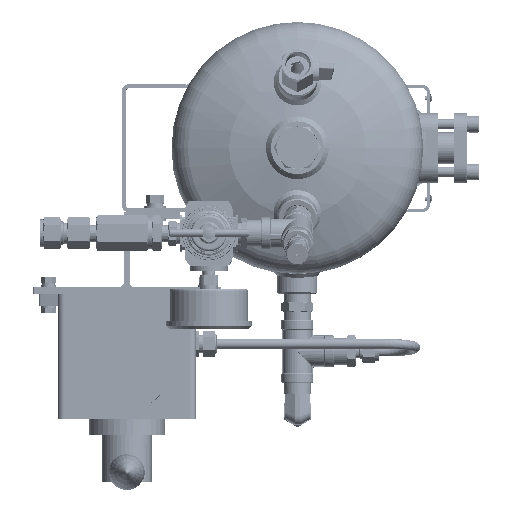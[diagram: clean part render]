
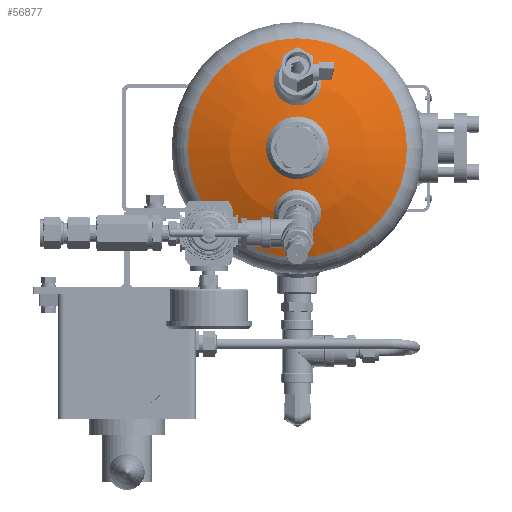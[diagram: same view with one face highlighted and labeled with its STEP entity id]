
A CAD part, top view. The second image highlights one B-rep face of the part: STEP entity #56877.
In plain terms, the highlighted spherical face has radius 202.3 mm.
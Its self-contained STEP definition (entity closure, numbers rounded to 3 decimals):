
#599=SPHERICAL_SURFACE('',#67491,202.3);
#11264=CIRCLE('',#67486,15.);
#11268=CIRCLE('',#67492,15.);
#11269=CIRCLE('',#67493,87.326);
#11270=CIRCLE('',#67494,20.);
#13640=ORIENTED_EDGE('',*,*,#30326,.T.);
#13641=ORIENTED_EDGE('',*,*,#30330,.T.);
#13642=ORIENTED_EDGE('',*,*,#30331,.F.);
#13643=ORIENTED_EDGE('',*,*,#30332,.F.);
#30326=EDGE_CURVE('',#38734,#38734,#11264,.T.);
#30330=EDGE_CURVE('',#38738,#38738,#11268,.T.);
#30331=EDGE_CURVE('',#38739,#38739,#11269,.T.);
#30332=EDGE_CURVE('',#38740,#38740,#11270,.F.);
#38734=VERTEX_POINT('',#89244);
#38738=VERTEX_POINT('',#89254);
#38739=VERTEX_POINT('',#89256);
#38740=VERTEX_POINT('',#89258);
#47028=EDGE_LOOP('',(#13640));
#47029=EDGE_LOOP('',(#13641));
#47030=EDGE_LOOP('',(#13642));
#47031=EDGE_LOOP('',(#13643));
#51565=FACE_BOUND('',#47028,.T.);
#51566=FACE_BOUND('',#47029,.T.);
#51567=FACE_BOUND('',#47030,.T.);
#51568=FACE_BOUND('',#47031,.T.);
#56877=ADVANCED_FACE('',(#51565,#51566,#51567,#51568),#599,.T.);
#67486=AXIS2_PLACEMENT_3D('',#89243,#73681,#73682);
#67491=AXIS2_PLACEMENT_3D('',#89252,#73691,#73692);
#67492=AXIS2_PLACEMENT_3D('',#89253,#73693,#73694);
#67493=AXIS2_PLACEMENT_3D('',#89255,#73695,#73696);
#67494=AXIS2_PLACEMENT_3D('',#89257,#73697,#73698);
#73681=DIRECTION('',(0.259,0.,-0.966));
#73682=DIRECTION('',(0.966,0.,0.259));
#73691=DIRECTION('',(0.,0.,-1.));
#73692=DIRECTION('',(1.,0.,0.));
#73693=DIRECTION('',(-0.259,0.,-0.966));
#73694=DIRECTION('',(-0.966,0.,0.259));
#73695=DIRECTION('',(0.,0.,-1.));
#73696=DIRECTION('',(-1.,0.,0.));
#73697=DIRECTION('',(0.,0.,-1.));
#73698=DIRECTION('',(-1.,0.,0.));
#89243=CARTESIAN_POINT('',(-52.215,0.,46.028));
#89244=CARTESIAN_POINT('',(-37.726,0.,49.911));
#89252=CARTESIAN_POINT('',(0.,0.,-148.841));
#89253=CARTESIAN_POINT('',(52.215,0.,46.028));
#89254=CARTESIAN_POINT('',(37.726,0.,49.911));
#89255=CARTESIAN_POINT('',(0.,0.,33.641));
#89256=CARTESIAN_POINT('',(-87.326,0.,33.641));
#89257=CARTESIAN_POINT('',(0.,0.,52.468));
#89258=CARTESIAN_POINT('',(-20.,0.,52.468));
